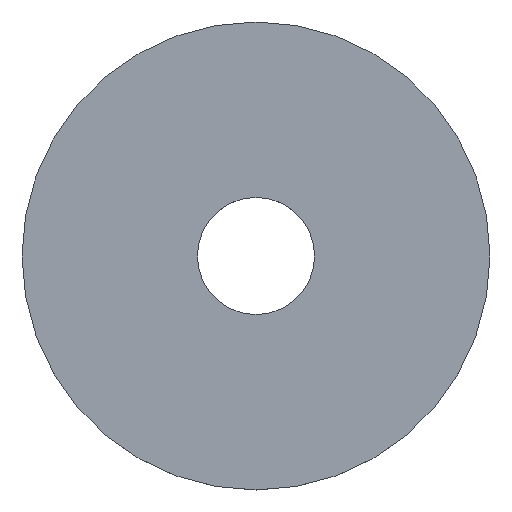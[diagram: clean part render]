
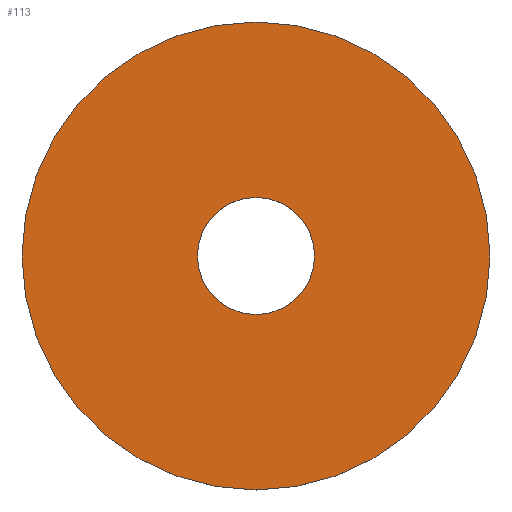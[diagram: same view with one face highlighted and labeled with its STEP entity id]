
A CAD part, top view. The second image highlights one B-rep face of the part: STEP entity #113.
In plain terms, the highlighted planar face has unit normal (0, 0, 1).
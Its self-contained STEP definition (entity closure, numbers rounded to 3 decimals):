
#8 = AXIS2_PLACEMENT_3D ( 'NONE', #125, #35, #148 ) ;
#29 = ORIENTED_EDGE ( 'NONE', *, *, #133, .T. ) ;
#35 = DIRECTION ( 'NONE',  ( 0., 0., -1. ) ) ;
#37 = AXIS2_PLACEMENT_3D ( 'NONE', #158, #51, #169 ) ;
#46 = VERTEX_POINT ( 'NONE', #102 ) ;
#47 = CARTESIAN_POINT ( 'NONE',  ( 0., 20., 1.5 ) ) ;
#51 = DIRECTION ( 'NONE',  ( 0., 0., 1. ) ) ;
#55 = EDGE_LOOP ( 'NONE', ( #90 ) ) ;
#75 = DIRECTION ( 'NONE',  ( 0., 1., 0. ) ) ;
#78 = CIRCLE ( 'NONE', #8, 5. ) ;
#85 = DIRECTION ( 'NONE',  ( 0., 0., -1. ) ) ;
#90 = ORIENTED_EDGE ( 'NONE', *, *, #161, .F. ) ;
#92 = FACE_BOUND ( 'NONE', #95, .T. ) ;
#95 = EDGE_LOOP ( 'NONE', ( #29 ) ) ;
#96 = AXIS2_PLACEMENT_3D ( 'NONE', #163, #85, #75 ) ;
#102 = CARTESIAN_POINT ( 'NONE',  ( 0., 5., 1.5 ) ) ;
#110 = PLANE ( 'NONE',  #37 ) ;
#111 = CIRCLE ( 'NONE', #96, 20. ) ;
#113 = ADVANCED_FACE ( 'NONE', ( #92, #139 ), #110, .T. ) ;
#124 = VERTEX_POINT ( 'NONE', #47 ) ;
#125 = CARTESIAN_POINT ( 'NONE',  ( 0., 0., 1.5 ) ) ;
#133 = EDGE_CURVE ( 'NONE', #46, #46, #78, .T. ) ;
#139 = FACE_OUTER_BOUND ( 'NONE', #55, .T. ) ;
#148 = DIRECTION ( 'NONE',  ( 0., 1., 0. ) ) ;
#158 = CARTESIAN_POINT ( 'NONE',  ( 0., 5., 1.5 ) ) ;
#161 = EDGE_CURVE ( 'NONE', #124, #124, #111, .T. ) ;
#163 = CARTESIAN_POINT ( 'NONE',  ( 0., 0., 1.5 ) ) ;
#169 = DIRECTION ( 'NONE',  ( 0., -1., 0. ) ) ;
